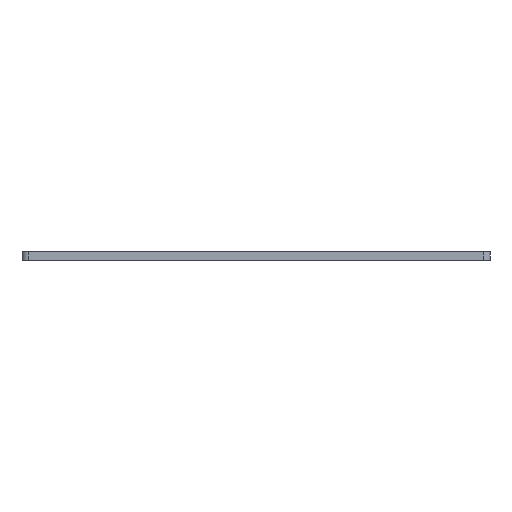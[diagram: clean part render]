
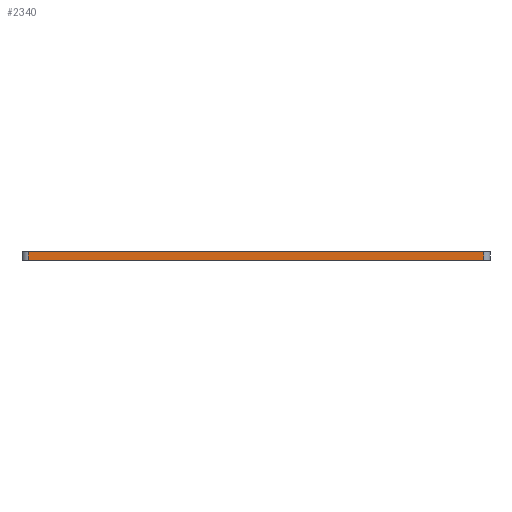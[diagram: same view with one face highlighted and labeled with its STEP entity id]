
A CAD part, front view. The second image highlights one B-rep face of the part: STEP entity #2340.
In plain terms, the highlighted planar face has unit normal (0, -1, 0).
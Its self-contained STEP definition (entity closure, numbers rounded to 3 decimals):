
#13 = CARTESIAN_POINT ( 'NONE',  ( -108.8, -17., 46.5 ) ) ;
#469 = AXIS2_PLACEMENT_3D ( 'NONE', #3121, #4136, #2806 ) ;
#497 = VERTEX_POINT ( 'NONE', #4449 ) ;
#1039 = LINE ( 'NONE', #4102, #1639 ) ;
#1095 = EDGE_CURVE ( 'NONE', #4064, #497, #3627, .T. ) ;
#1097 = FACE_OUTER_BOUND ( 'NONE', #3209, .T. ) ;
#1142 = LINE ( 'NONE', #2508, #2769 ) ;
#1194 = VECTOR ( 'NONE', #3834, 1000. ) ;
#1454 = ORIENTED_EDGE ( 'NONE', *, *, #1095, .T. ) ;
#1587 = DIRECTION ( 'NONE',  ( 1., 0., 0. ) ) ;
#1639 = VECTOR ( 'NONE', #4417, 1000. ) ;
#2113 = CARTESIAN_POINT ( 'NONE',  ( 108.8, -17., 46.5 ) ) ;
#2134 = PLANE ( 'NONE',  #469 ) ;
#2302 = ORIENTED_EDGE ( 'NONE', *, *, #3774, .T. ) ;
#2340 = ADVANCED_FACE ( 'NONE', ( #1097 ), #2134, .F. ) ;
#2447 = EDGE_CURVE ( 'NONE', #497, #3116, #1142, .T. ) ;
#2480 = CARTESIAN_POINT ( 'NONE',  ( -108.8, -17., 42.5 ) ) ;
#2508 = CARTESIAN_POINT ( 'NONE',  ( 108.8, -17., 46.5 ) ) ;
#2692 = ORIENTED_EDGE ( 'NONE', *, *, #4132, .F. ) ;
#2769 = VECTOR ( 'NONE', #3821, 1000. ) ;
#2806 = DIRECTION ( 'NONE',  ( 0., 0., 1. ) ) ;
#3116 = VERTEX_POINT ( 'NONE', #2113 ) ;
#3121 = CARTESIAN_POINT ( 'NONE',  ( -100.8, -17., 46.5 ) ) ;
#3202 = CARTESIAN_POINT ( 'NONE',  ( -100.8, -17., 42.5 ) ) ;
#3209 = EDGE_LOOP ( 'NONE', ( #2692, #2302, #1454, #3563 ) ) ;
#3563 = ORIENTED_EDGE ( 'NONE', *, *, #2447, .T. ) ;
#3565 = LINE ( 'NONE', #2480, #1194 ) ;
#3627 = LINE ( 'NONE', #3202, #4110 ) ;
#3638 = VERTEX_POINT ( 'NONE', #13 ) ;
#3774 = EDGE_CURVE ( 'NONE', #3638, #4064, #3565, .T. ) ;
#3821 = DIRECTION ( 'NONE',  ( 0., 0., 1. ) ) ;
#3834 = DIRECTION ( 'NONE',  ( 0., 0., -1. ) ) ;
#4057 = CARTESIAN_POINT ( 'NONE',  ( -108.8, -17., 42.5 ) ) ;
#4064 = VERTEX_POINT ( 'NONE', #4057 ) ;
#4102 = CARTESIAN_POINT ( 'NONE',  ( -100.8, -17., 46.5 ) ) ;
#4110 = VECTOR ( 'NONE', #1587, 1000. ) ;
#4132 = EDGE_CURVE ( 'NONE', #3638, #3116, #1039, .T. ) ;
#4136 = DIRECTION ( 'NONE',  ( 0., 1., 0. ) ) ;
#4417 = DIRECTION ( 'NONE',  ( 1., 0., 0. ) ) ;
#4449 = CARTESIAN_POINT ( 'NONE',  ( 108.8, -17., 42.5 ) ) ;
